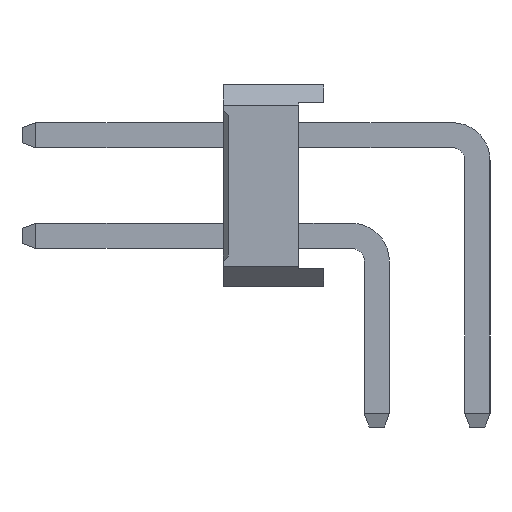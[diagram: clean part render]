
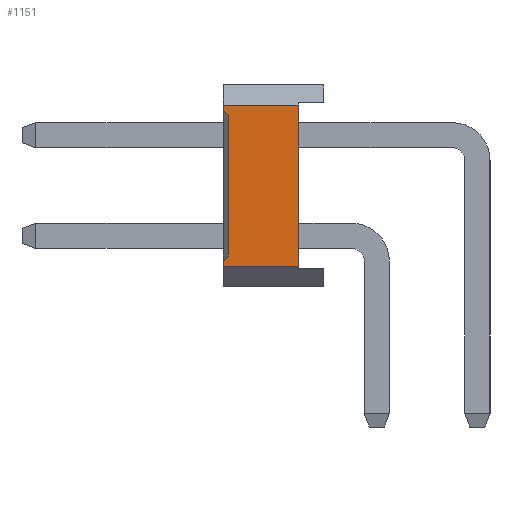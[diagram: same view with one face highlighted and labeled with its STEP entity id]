
A CAD part, left-side view. The second image highlights one B-rep face of the part: STEP entity #1151.
In plain terms, the highlighted planar face has unit normal (-1, 0, 0).
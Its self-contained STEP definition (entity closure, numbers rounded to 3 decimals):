
#1151=ADVANCED_FACE('',(#22079),#22081,.T.);
#22079=FACE_BOUND('',#22080,.T.);
#22080=EDGE_LOOP('',(#39041,#39042,#39043,#39044,#39045,#39046,#39047,#39048));
#22081=PLANE('',#22082);
#22082=AXIS2_PLACEMENT_3D('',#22083,#22084,#22085);
#22083=CARTESIAN_POINT('',(-1.,1.05,0.4));
#22084=DIRECTION('',(-1.,0.,0.));
#22085=DIRECTION('',(0.,0.,1.));
#39041=ORIENTED_EDGE('',*,*,#50269,.F.);
#39042=ORIENTED_EDGE('',*,*,#50270,.T.);
#39043=ORIENTED_EDGE('',*,*,#50271,.F.);
#39044=ORIENTED_EDGE('',*,*,#49260,.F.);
#39045=ORIENTED_EDGE('',*,*,#50267,.F.);
#39046=ORIENTED_EDGE('',*,*,#50272,.T.);
#39047=ORIENTED_EDGE('',*,*,#50273,.T.);
#39048=ORIENTED_EDGE('',*,*,#49264,.F.);
#49260=EDGE_CURVE('',#55117,#55119,#55120,.T.);
#49264=EDGE_CURVE('',#55125,#55127,#55128,.T.);
#50267=EDGE_CURVE('',#57010,#55117,#57012,.T.);
#50269=EDGE_CURVE('',#57014,#55125,#57015,.F.);
#50270=EDGE_CURVE('',#57014,#57016,#57017,.T.);
#50271=EDGE_CURVE('',#55119,#57016,#57018,.F.);
#50272=EDGE_CURVE('',#57010,#57019,#57020,.T.);
#50273=EDGE_CURVE('',#57019,#55127,#57021,.T.);
#55117=VERTEX_POINT('',#64706);
#55119=VERTEX_POINT('',#64710);
#55120=LINE('',#64711,#64712);
#55125=VERTEX_POINT('',#64722);
#55127=VERTEX_POINT('',#64726);
#55128=LINE('',#64727,#64728);
#57010=VERTEX_POINT('',#68613);
#57012=LINE('',#68617,#68618);
#57014=VERTEX_POINT('',#68623);
#57015=LINE('',#68624,#68625);
#57016=VERTEX_POINT('',#68627);
#57017=LINE('',#68628,#68629);
#57018=LINE('',#68631,#68632);
#57019=VERTEX_POINT('',#68634);
#57020=LINE('',#68635,#68636);
#57021=LINE('',#68638,#68639);
#64706=CARTESIAN_POINT('',(-1.,3.05,0.4));
#64710=CARTESIAN_POINT('',(-1.,3.05,0.5));
#64711=CARTESIAN_POINT('',(-1.,3.05,0.4));
#64712=VECTOR('',#64713,1.);
#64713=DIRECTION('',(0.,0.,1.));
#64722=CARTESIAN_POINT('',(-1.,3.05,3.5));
#64726=CARTESIAN_POINT('',(-1.,3.05,3.6));
#64727=CARTESIAN_POINT('',(-1.,3.05,3.5));
#64728=VECTOR('',#64729,1.);
#64729=DIRECTION('',(0.,0.,1.));
#68613=CARTESIAN_POINT('',(-1.,1.55,0.4));
#68617=CARTESIAN_POINT('',(-1.,1.55,0.4));
#68618=VECTOR('',#68619,1.);
#68619=DIRECTION('',(0.,1.,0.));
#68623=CARTESIAN_POINT('',(-1.,2.95,3.4));
#68624=CARTESIAN_POINT('',(-1.,3.05,3.5));
#68625=VECTOR('',#68626,1.);
#68626=DIRECTION('',(0.,-0.707,-0.707));
#68627=CARTESIAN_POINT('',(-1.,2.95,0.6));
#68628=CARTESIAN_POINT('',(-1.,2.95,3.4));
#68629=VECTOR('',#68630,1.);
#68630=DIRECTION('',(0.,0.,-1.));
#68631=CARTESIAN_POINT('',(-1.,2.95,0.6));
#68632=VECTOR('',#68633,1.);
#68633=DIRECTION('',(0.,0.707,-0.707));
#68634=CARTESIAN_POINT('',(-1.,1.55,3.6));
#68635=CARTESIAN_POINT('',(-1.,1.55,0.4));
#68636=VECTOR('',#68637,1.);
#68637=DIRECTION('',(0.,0.,1.));
#68638=CARTESIAN_POINT('',(-1.,1.55,3.6));
#68639=VECTOR('',#68640,1.);
#68640=DIRECTION('',(0.,1.,0.));
